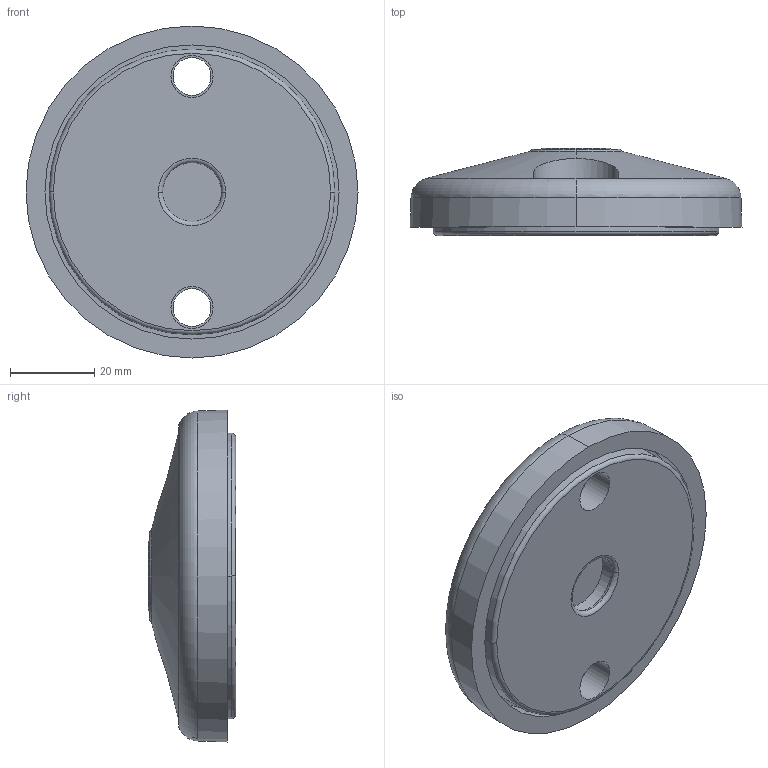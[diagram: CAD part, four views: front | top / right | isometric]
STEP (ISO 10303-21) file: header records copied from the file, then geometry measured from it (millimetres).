
FILE_DESCRIPTION (( 'STEP AP203' ), '1' );
FILE_NAME ('151073.step', '2021-06-03T16:14:50', ( '' ), ( '' ), 'SwSTEP 2.0', 'SolidWorks 2021', '' );
FILE_SCHEMA (( 'CONFIG_CONTROL_DESIGN' ));
Length unit declared in the file: inch
Products named in the file (1): 151073
Bounding box: 79 x 20.8 x 79 mm (x, y, z)
Volume: 68231.4 mm3; surface area: 24095.3 mm2
Topology: 3 solids, 3 shells, 77 faces, 180 edges, 114 vertices
Faces by surface type: cylinder 30, plane 17, torus 14, cone 14, sphere 2
Entity records: 2451 total; most frequent: CARTESIAN_POINT 500, DIRECTION 442, ORIENTED_EDGE 360, AXIS2_PLACEMENT_3D 196, EDGE_CURVE 180, CIRCLE 118, VERTEX_POINT 114, EDGE_LOOP 94
